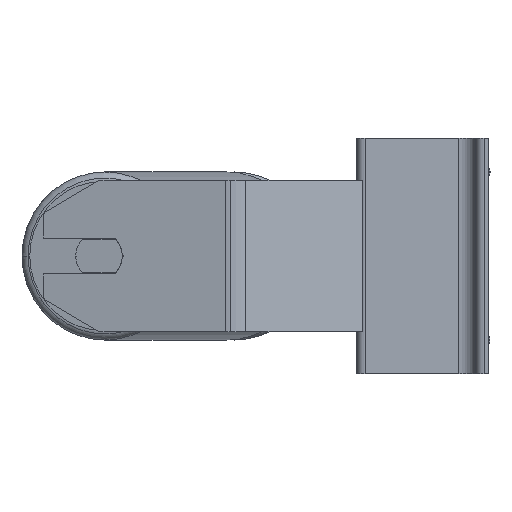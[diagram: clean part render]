
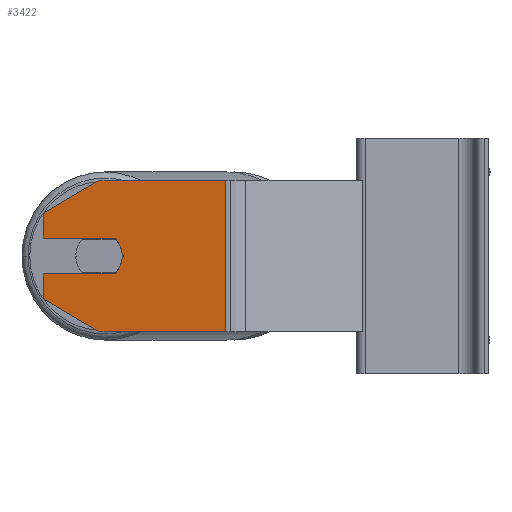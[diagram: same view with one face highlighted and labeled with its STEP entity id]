
A CAD part, left-side view. The second image highlights one B-rep face of the part: STEP entity #3422.
In plain terms, the highlighted planar face has unit normal (-0.985, 0.174, 0).
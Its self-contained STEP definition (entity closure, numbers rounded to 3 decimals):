
#48 = EDGE_CURVE ( 'NONE', #6716, #5411, #8926, .T. ) ;
#315 = ORIENTED_EDGE ( 'NONE', *, *, #6811, .F. ) ;
#474 = AXIS2_PLACEMENT_3D ( 'NONE', #8690, #2067, #1363 ) ;
#550 = DIRECTION ( 'NONE',  ( -0.15, -0.853, -0.5 ) ) ;
#554 = VECTOR ( 'NONE', #7479, 1000. ) ;
#888 = LINE ( 'NONE', #5997, #554 ) ;
#1057 = DIRECTION ( 'NONE',  ( -0.985, 0.174, 0. ) ) ;
#1110 = LINE ( 'NONE', #9940, #1445 ) ;
#1144 = CARTESIAN_POINT ( 'NONE',  ( -607.439, 184.091, -40. ) ) ;
#1270 = ORIENTED_EDGE ( 'NONE', *, *, #3717, .F. ) ;
#1359 = LINE ( 'NONE', #2013, #9136 ) ;
#1363 = DIRECTION ( 'NONE',  ( -0.174, -0.985, 0. ) ) ;
#1378 = CARTESIAN_POINT ( 'NONE',  ( -612.649, 154.547, 40. ) ) ;
#1390 = VERTEX_POINT ( 'NONE', #2525 ) ;
#1445 = VECTOR ( 'NONE', #3350, 1000. ) ;
#1865 = EDGE_CURVE ( 'NONE', #8173, #2229, #8321, .T. ) ;
#1930 = EDGE_CURVE ( 'NONE', #6941, #7775, #1110, .T. ) ;
#1966 = EDGE_LOOP ( 'NONE', ( #5207, #2783, #7341, #1270, #6926, #4040, #8243, #4085, #6194, #315, #9515 ) ) ;
#2013 = CARTESIAN_POINT ( 'NONE',  ( -624.469, 87.51, 40. ) ) ;
#2067 = DIRECTION ( 'NONE',  ( -0.985, 0.174, 0. ) ) ;
#2096 = VECTOR ( 'NONE', #2417, 1000. ) ;
#2229 = VERTEX_POINT ( 'NONE', #3284 ) ;
#2417 = DIRECTION ( 'NONE',  ( 0., 0., -1. ) ) ;
#2521 = CARTESIAN_POINT ( 'NONE',  ( -612.649, 154.547, -40. ) ) ;
#2525 = CARTESIAN_POINT ( 'NONE',  ( -614.06, 146.546, 9.5 ) ) ;
#2554 = DIRECTION ( 'NONE',  ( 0.985, -0.174, 0. ) ) ;
#2692 = VERTEX_POINT ( 'NONE', #2753 ) ;
#2753 = CARTESIAN_POINT ( 'NONE',  ( -614.819, 142.237, 0. ) ) ;
#2783 = ORIENTED_EDGE ( 'NONE', *, *, #9860, .T. ) ;
#3284 = CARTESIAN_POINT ( 'NONE',  ( -607.439, 184.091, -22.679 ) ) ;
#3350 = DIRECTION ( 'NONE',  ( -0.174, -0.985, 0. ) ) ;
#3390 = CIRCLE ( 'NONE', #9419, 12.5 ) ;
#3422 = ADVANCED_FACE ( 'NONE', ( #9929 ), #7640, .F. ) ;
#3451 = CARTESIAN_POINT ( 'NONE',  ( -607.439, 184.091, 40. ) ) ;
#3486 = VECTOR ( 'NONE', #6000, 1000. ) ;
#3717 = EDGE_CURVE ( 'NONE', #7775, #8113, #1359, .T. ) ;
#3996 = LINE ( 'NONE', #4806, #10446 ) ;
#4040 = ORIENTED_EDGE ( 'NONE', *, *, #4561, .T. ) ;
#4085 = ORIENTED_EDGE ( 'NONE', *, *, #8725, .F. ) ;
#4342 = DIRECTION ( 'NONE',  ( -0.174, -0.985, 0. ) ) ;
#4442 = CARTESIAN_POINT ( 'NONE',  ( -612.649, 154.547, 0. ) ) ;
#4561 = EDGE_CURVE ( 'NONE', #6941, #6716, #888, .T. ) ;
#4589 = CIRCLE ( 'NONE', #474, 12.5 ) ;
#4633 = DIRECTION ( 'NONE',  ( 0., 0., -1. ) ) ;
#4806 = CARTESIAN_POINT ( 'NONE',  ( -607.439, 184.091, -9.5 ) ) ;
#5207 = ORIENTED_EDGE ( 'NONE', *, *, #1865, .T. ) ;
#5411 = VERTEX_POINT ( 'NONE', #10333 ) ;
#5570 = VERTEX_POINT ( 'NONE', #2521 ) ;
#5736 = CARTESIAN_POINT ( 'NONE',  ( -614.06, 146.546, -9.5 ) ) ;
#5997 = CARTESIAN_POINT ( 'NONE',  ( -607.439, 184.091, 22.679 ) ) ;
#6000 = DIRECTION ( 'NONE',  ( 0., 0., -1. ) ) ;
#6047 = EDGE_CURVE ( 'NONE', #2692, #1390, #4589, .T. ) ;
#6149 = EDGE_CURVE ( 'NONE', #8173, #8754, #3996, .T. ) ;
#6194 = ORIENTED_EDGE ( 'NONE', *, *, #6047, .F. ) ;
#6464 = DIRECTION ( 'NONE',  ( 0.174, 0.985, 0. ) ) ;
#6512 = LINE ( 'NONE', #7419, #7533 ) ;
#6716 = VERTEX_POINT ( 'NONE', #10104 ) ;
#6811 = EDGE_CURVE ( 'NONE', #8754, #2692, #3390, .T. ) ;
#6926 = ORIENTED_EDGE ( 'NONE', *, *, #1930, .F. ) ;
#6941 = VERTEX_POINT ( 'NONE', #1378 ) ;
#7341 = ORIENTED_EDGE ( 'NONE', *, *, #9783, .T. ) ;
#7419 = CARTESIAN_POINT ( 'NONE',  ( -607.439, 184.091, 9.5 ) ) ;
#7479 = DIRECTION ( 'NONE',  ( 0.15, 0.853, -0.5 ) ) ;
#7533 = VECTOR ( 'NONE', #6464, 1000. ) ;
#7587 = DIRECTION ( 'NONE',  ( 0.174, 0.985, 0. ) ) ;
#7618 = VECTOR ( 'NONE', #9329, 1000. ) ;
#7640 = PLANE ( 'NONE',  #9821 ) ;
#7775 = VERTEX_POINT ( 'NONE', #10354 ) ;
#7916 = LINE ( 'NONE', #9648, #10220 ) ;
#8113 = VERTEX_POINT ( 'NONE', #9527 ) ;
#8173 = VERTEX_POINT ( 'NONE', #9369 ) ;
#8243 = ORIENTED_EDGE ( 'NONE', *, *, #48, .T. ) ;
#8321 = LINE ( 'NONE', #10145, #3486 ) ;
#8690 = CARTESIAN_POINT ( 'NONE',  ( -612.649, 154.547, 0. ) ) ;
#8725 = EDGE_CURVE ( 'NONE', #1390, #5411, #6512, .T. ) ;
#8754 = VERTEX_POINT ( 'NONE', #5736 ) ;
#8926 = LINE ( 'NONE', #8981, #2096 ) ;
#8981 = CARTESIAN_POINT ( 'NONE',  ( -607.439, 184.091, 40. ) ) ;
#9136 = VECTOR ( 'NONE', #4633, 1000. ) ;
#9221 = LINE ( 'NONE', #1144, #7618 ) ;
#9329 = DIRECTION ( 'NONE',  ( -0.174, -0.985, 0. ) ) ;
#9369 = CARTESIAN_POINT ( 'NONE',  ( -607.439, 184.091, -9.5 ) ) ;
#9419 = AXIS2_PLACEMENT_3D ( 'NONE', #4442, #1057, #4342 ) ;
#9515 = ORIENTED_EDGE ( 'NONE', *, *, #6149, .F. ) ;
#9527 = CARTESIAN_POINT ( 'NONE',  ( -624.469, 87.51, -40. ) ) ;
#9648 = CARTESIAN_POINT ( 'NONE',  ( -612.649, 154.547, -40. ) ) ;
#9762 = DIRECTION ( 'NONE',  ( -0.174, -0.985, 0. ) ) ;
#9783 = EDGE_CURVE ( 'NONE', #5570, #8113, #9221, .T. ) ;
#9821 = AXIS2_PLACEMENT_3D ( 'NONE', #3451, #2554, #7587 ) ;
#9860 = EDGE_CURVE ( 'NONE', #2229, #5570, #7916, .T. ) ;
#9929 = FACE_OUTER_BOUND ( 'NONE', #1966, .T. ) ;
#9940 = CARTESIAN_POINT ( 'NONE',  ( -607.439, 184.091, 40. ) ) ;
#10104 = CARTESIAN_POINT ( 'NONE',  ( -607.439, 184.091, 22.679 ) ) ;
#10145 = CARTESIAN_POINT ( 'NONE',  ( -607.439, 184.091, 40. ) ) ;
#10220 = VECTOR ( 'NONE', #550, 1000. ) ;
#10333 = CARTESIAN_POINT ( 'NONE',  ( -607.439, 184.091, 9.5 ) ) ;
#10354 = CARTESIAN_POINT ( 'NONE',  ( -624.469, 87.51, 40. ) ) ;
#10446 = VECTOR ( 'NONE', #9762, 1000. ) ;
